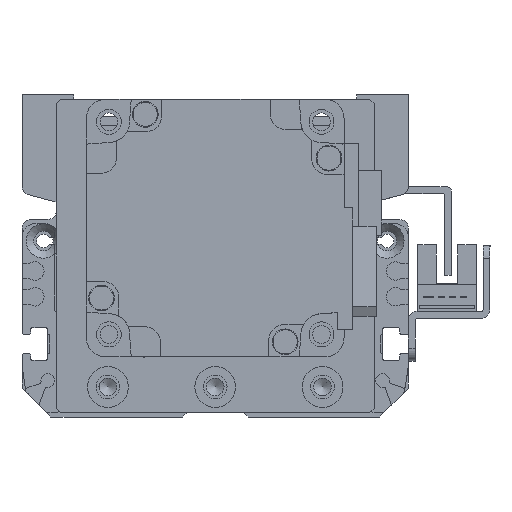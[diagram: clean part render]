
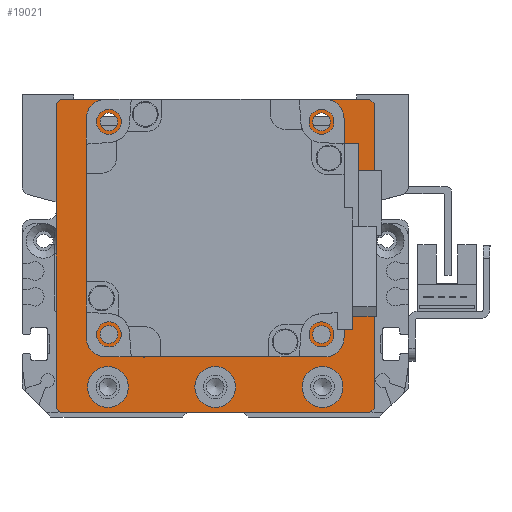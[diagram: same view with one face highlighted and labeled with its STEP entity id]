
A CAD part, left-side view. The second image highlights one B-rep face of the part: STEP entity #19021.
In plain terms, the highlighted face is planar.
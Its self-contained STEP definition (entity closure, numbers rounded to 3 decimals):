
#590=FACE_BOUND('',#3076,.T.);
#591=FACE_BOUND('',#3077,.T.);
#592=FACE_BOUND('',#3078,.T.);
#593=FACE_BOUND('',#3079,.T.);
#594=FACE_BOUND('',#3080,.T.);
#595=FACE_BOUND('',#3081,.T.);
#596=FACE_BOUND('',#3082,.T.);
#597=FACE_BOUND('',#3083,.T.);
#996=PLANE('',#21074);
#1833=FACE_OUTER_BOUND('',#3075,.T.);
#3075=EDGE_LOOP('',(#15776,#15777,#15778,#15779,#15780,#15781,#15782,#15783));
#3076=EDGE_LOOP('',(#15784));
#3077=EDGE_LOOP('',(#15785));
#3078=EDGE_LOOP('',(#15786));
#3079=EDGE_LOOP('',(#15787));
#3080=EDGE_LOOP('',(#15788));
#3081=EDGE_LOOP('',(#15789));
#3082=EDGE_LOOP('',(#15790));
#3083=EDGE_LOOP('',(#15791));
#4591=LINE('',#31463,#6249);
#4597=LINE('',#31474,#6255);
#4604=LINE('',#31509,#6262);
#4607=LINE('',#31514,#6265);
#4613=LINE('',#31535,#6271);
#4616=LINE('',#31540,#6274);
#4617=LINE('',#31543,#6275);
#4625=LINE('',#31582,#6283);
#6249=VECTOR('',#25195,10.);
#6255=VECTOR('',#25203,10.);
#6262=VECTOR('',#25234,10.);
#6265=VECTOR('',#25239,10.);
#6271=VECTOR('',#25263,10.);
#6274=VECTOR('',#25268,10.);
#6275=VECTOR('',#25271,10.);
#6283=VECTOR('',#25321,10.);
#7549=CIRCLE('',#21043,4.75);
#7552=CIRCLE('',#21049,4.75);
#7555=CIRCLE('',#21055,4.75);
#7557=CIRCLE('',#21061,2.067);
#7558=CIRCLE('',#21063,2.067);
#7559=CIRCLE('',#21065,2.067);
#7560=CIRCLE('',#21067,2.067);
#7563=CIRCLE('',#21072,25.);
#9004=VERTEX_POINT('',#31461);
#9005=VERTEX_POINT('',#31462);
#9009=VERTEX_POINT('',#31472);
#9025=VERTEX_POINT('',#31508);
#9026=VERTEX_POINT('',#31512);
#9032=VERTEX_POINT('',#31534);
#9033=VERTEX_POINT('',#31538);
#9034=VERTEX_POINT('',#31542);
#9037=VERTEX_POINT('',#31551);
#9040=VERTEX_POINT('',#31562);
#9043=VERTEX_POINT('',#31573);
#9045=VERTEX_POINT('',#31584);
#9046=VERTEX_POINT('',#31588);
#9047=VERTEX_POINT('',#31592);
#9048=VERTEX_POINT('',#31596);
#9051=VERTEX_POINT('',#31605);
#11344=EDGE_CURVE('',#9004,#9005,#4591,.T.);
#11350=EDGE_CURVE('',#9004,#9009,#4597,.T.);
#11367=EDGE_CURVE('',#9025,#9009,#4604,.T.);
#11370=EDGE_CURVE('',#9025,#9026,#4607,.T.);
#11379=EDGE_CURVE('',#9032,#9026,#4613,.T.);
#11382=EDGE_CURVE('',#9032,#9033,#4616,.T.);
#11383=EDGE_CURVE('',#9034,#9033,#4617,.T.);
#11387=EDGE_CURVE('',#9037,#9037,#7549,.T.);
#11392=EDGE_CURVE('',#9040,#9040,#7552,.T.);
#11397=EDGE_CURVE('',#9043,#9043,#7555,.T.);
#11401=EDGE_CURVE('',#9034,#9005,#4625,.T.);
#11402=EDGE_CURVE('',#9045,#9045,#7557,.T.);
#11404=EDGE_CURVE('',#9046,#9046,#7558,.T.);
#11406=EDGE_CURVE('',#9047,#9047,#7559,.T.);
#11408=EDGE_CURVE('',#9048,#9048,#7560,.T.);
#11412=EDGE_CURVE('',#9051,#9051,#7563,.T.);
#15776=ORIENTED_EDGE('',*,*,#11344,.F.);
#15777=ORIENTED_EDGE('',*,*,#11350,.T.);
#15778=ORIENTED_EDGE('',*,*,#11367,.F.);
#15779=ORIENTED_EDGE('',*,*,#11370,.T.);
#15780=ORIENTED_EDGE('',*,*,#11379,.F.);
#15781=ORIENTED_EDGE('',*,*,#11382,.T.);
#15782=ORIENTED_EDGE('',*,*,#11383,.F.);
#15783=ORIENTED_EDGE('',*,*,#11401,.T.);
#15784=ORIENTED_EDGE('',*,*,#11387,.T.);
#15785=ORIENTED_EDGE('',*,*,#11392,.T.);
#15786=ORIENTED_EDGE('',*,*,#11397,.T.);
#15787=ORIENTED_EDGE('',*,*,#11402,.T.);
#15788=ORIENTED_EDGE('',*,*,#11404,.T.);
#15789=ORIENTED_EDGE('',*,*,#11406,.T.);
#15790=ORIENTED_EDGE('',*,*,#11408,.T.);
#15791=ORIENTED_EDGE('',*,*,#11412,.T.);
#19021=ADVANCED_FACE('',(#1833,#590,#591,#592,#593,#594,#595,#596,#597),
#996,.T.);
#21043=AXIS2_PLACEMENT_3D('',#31552,#25281,#25282);
#21049=AXIS2_PLACEMENT_3D('',#31563,#25295,#25296);
#21055=AXIS2_PLACEMENT_3D('',#31574,#25309,#25310);
#21061=AXIS2_PLACEMENT_3D('',#31585,#25324,#25325);
#21063=AXIS2_PLACEMENT_3D('',#31589,#25329,#25330);
#21065=AXIS2_PLACEMENT_3D('',#31593,#25334,#25335);
#21067=AXIS2_PLACEMENT_3D('',#31597,#25339,#25340);
#21072=AXIS2_PLACEMENT_3D('',#31606,#25350,#25351);
#21074=AXIS2_PLACEMENT_3D('',#31610,#25356,#25357);
#25195=DIRECTION('',(0.707,-0.707,0.));
#25203=DIRECTION('',(-1.,0.,0.));
#25234=DIRECTION('',(0.707,0.707,0.));
#25239=DIRECTION('',(0.,-1.,0.));
#25263=DIRECTION('',(-0.707,0.707,0.));
#25268=DIRECTION('',(1.,0.,0.));
#25271=DIRECTION('',(-0.707,-0.707,0.));
#25281=DIRECTION('center_axis',(0.,0.,-1.));
#25282=DIRECTION('ref_axis',(1.,0.,0.));
#25295=DIRECTION('center_axis',(0.,0.,-1.));
#25296=DIRECTION('ref_axis',(1.,0.,0.));
#25309=DIRECTION('center_axis',(0.,0.,-1.));
#25310=DIRECTION('ref_axis',(1.,0.,0.));
#25321=DIRECTION('',(0.,1.,0.));
#25324=DIRECTION('center_axis',(0.,0.,-1.));
#25325=DIRECTION('ref_axis',(1.,0.,0.));
#25329=DIRECTION('center_axis',(0.,0.,-1.));
#25330=DIRECTION('ref_axis',(1.,0.,0.));
#25334=DIRECTION('center_axis',(0.,0.,-1.));
#25335=DIRECTION('ref_axis',(1.,0.,0.));
#25339=DIRECTION('center_axis',(0.,0.,-1.));
#25340=DIRECTION('ref_axis',(1.,0.,0.));
#25350=DIRECTION('center_axis',(0.,0.,-1.));
#25351=DIRECTION('ref_axis',(1.,0.,0.));
#25356=DIRECTION('center_axis',(0.,0.,1.));
#25357=DIRECTION('ref_axis',(1.,0.,0.));
#31461=CARTESIAN_POINT('',(36.,37.5,59.));
#31462=CARTESIAN_POINT('',(37.,36.5,59.));
#31463=CARTESIAN_POINT('',(36.625,36.875,59.));
#31472=CARTESIAN_POINT('',(-36.,37.5,59.));
#31474=CARTESIAN_POINT('',(37.,37.5,59.));
#31508=CARTESIAN_POINT('',(-37.,36.5,59.));
#31509=CARTESIAN_POINT('',(-36.625,36.875,59.));
#31512=CARTESIAN_POINT('',(-37.,-34.5,59.));
#31514=CARTESIAN_POINT('',(-37.,35.5,59.));
#31534=CARTESIAN_POINT('',(-36.,-35.5,59.));
#31535=CARTESIAN_POINT('',(-36.125,-35.375,59.));
#31538=CARTESIAN_POINT('',(36.,-35.5,59.));
#31540=CARTESIAN_POINT('',(-37.,-35.5,59.));
#31542=CARTESIAN_POINT('',(37.,-34.5,59.));
#31543=CARTESIAN_POINT('',(36.125,-35.375,59.));
#31551=CARTESIAN_POINT('',(-29.75,-29.5,59.));
#31552=CARTESIAN_POINT('Origin',(-25.,-29.5,59.));
#31562=CARTESIAN_POINT('',(-4.75,-29.5,59.));
#31563=CARTESIAN_POINT('Origin',(0.,-29.5,59.));
#31573=CARTESIAN_POINT('',(20.25,-29.5,59.));
#31574=CARTESIAN_POINT('Origin',(25.,-29.5,59.));
#31582=CARTESIAN_POINT('',(37.,-35.5,59.));
#31584=CARTESIAN_POINT('',(-26.816,-17.249,59.));
#31585=CARTESIAN_POINT('Origin',(-24.749,-17.249,59.));
#31588=CARTESIAN_POINT('',(-26.816,32.249,59.));
#31589=CARTESIAN_POINT('Origin',(-24.749,32.249,59.));
#31592=CARTESIAN_POINT('',(22.682,32.249,59.));
#31593=CARTESIAN_POINT('Origin',(24.749,32.249,59.));
#31596=CARTESIAN_POINT('',(22.682,-17.249,59.));
#31597=CARTESIAN_POINT('Origin',(24.749,-17.249,59.));
#31605=CARTESIAN_POINT('',(-25.,7.5,59.));
#31606=CARTESIAN_POINT('Origin',(0.,7.5,59.));
#31610=CARTESIAN_POINT('Origin',(0.,0.,
59.));
